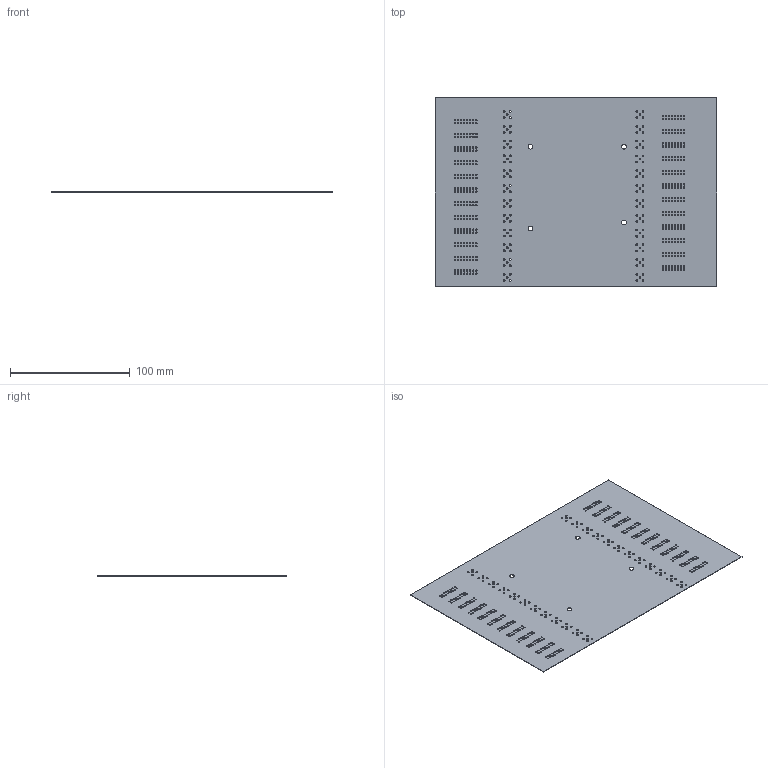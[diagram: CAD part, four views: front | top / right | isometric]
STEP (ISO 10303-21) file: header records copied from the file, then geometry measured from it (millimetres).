
FILE_DESCRIPTION(('Open CASCADE Model'),'2;1');
FILE_NAME('Open CASCADE Shape Model','2026-01-04T19:49:33',('Author'),( 'Open CASCADE'),'Open CASCADE STEP processor 6.2','Open CASCADE 6.2' ,'Unknown');
FILE_SCHEMA(('AUTOMOTIVE_DESIGN { 1 0 10303 214 1 1 1 1 }'));
Length unit declared in the file: millimetre
Products named in the file (2): PCB; Board
Assembly tree (1 placements, depth 2):
  PCB
    Board
Bounding box: 234.7 x 156.97 x 0.42 mm (x, y, z)
Volume: 15085.1 mm3; surface area: 73562.6 mm2
Topology: 1 solids, 1 shells, 514 faces, 1536 edges, 1024 vertices
Faces by surface type: cylinder 508, plane 6
Full cylindrical faces by diameter (mm): 1.1 x384, 1.5 x120, 4 x4
Entity records: 39975 total; most frequent: DIRECTION 6656, CARTESIAN_POINT 6148, ORIENTED_EDGE 3072, PCURVE 3072, DEFINITIONAL_REPRESENTATION 3072, LINE 2576, VECTOR 2576, CIRCLE 2032
